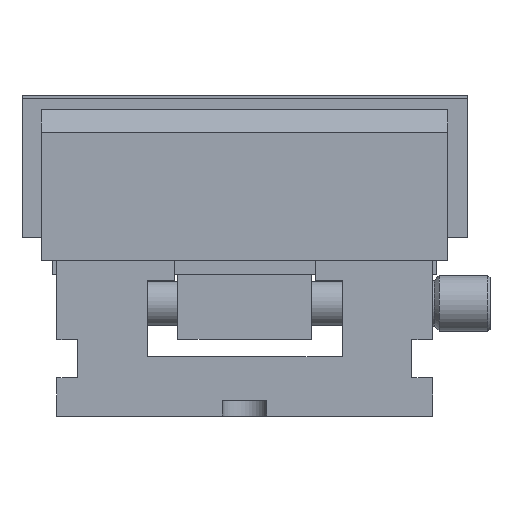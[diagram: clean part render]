
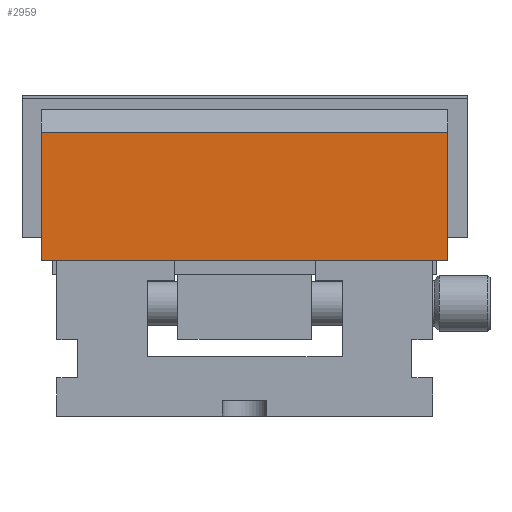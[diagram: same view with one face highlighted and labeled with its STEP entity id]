
A CAD part, left-side view. The second image highlights one B-rep face of the part: STEP entity #2959.
In plain terms, the highlighted planar face has unit normal (-1, 0, 0).
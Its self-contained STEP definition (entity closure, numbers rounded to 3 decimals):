
#2959=ADVANCED_FACE('',(#3287),#3166,.T.);
#3166=PLANE('',#6799);
#3287=FACE_OUTER_BOUND('',#3630,.T.);
#3630=EDGE_LOOP('',(#4502,#4503,#4504,#4505));
#4502=ORIENTED_EDGE('',*,*,#5662,.T.);
#4503=ORIENTED_EDGE('',*,*,#5663,.T.);
#4504=ORIENTED_EDGE('',*,*,#5664,.F.);
#4505=ORIENTED_EDGE('',*,*,#5649,.T.);
#5149=VERTEX_POINT('',#9065);
#5150=VERTEX_POINT('',#9067);
#5161=VERTEX_POINT('',#9094);
#5162=VERTEX_POINT('',#9096);
#5649=EDGE_CURVE('',#5150,#5149,#6073,.T.);
#5662=EDGE_CURVE('',#5149,#5161,#6082,.T.);
#5663=EDGE_CURVE('',#5161,#5162,#6083,.T.);
#5664=EDGE_CURVE('',#5150,#5162,#6084,.T.);
#6073=LINE('',#9066,#6406);
#6082=LINE('',#9093,#6415);
#6083=LINE('',#9095,#6416);
#6084=LINE('',#9097,#6417);
#6406=VECTOR('',#7799,1.);
#6415=VECTOR('',#7822,1.);
#6416=VECTOR('',#7823,1.);
#6417=VECTOR('',#7824,1.);
#6799=AXIS2_PLACEMENT_3D('',#9098,#7825,#7826);
#7799=DIRECTION('',(0.,-1.,0.));
#7822=DIRECTION('',(0.,0.,1.));
#7823=DIRECTION('',(0.,1.,0.));
#7824=DIRECTION('',(0.,0.,1.));
#7825=DIRECTION('',(-1.,0.,0.));
#7826=DIRECTION('',(0.,0.,-1.));
#9065=CARTESIAN_POINT('',(0.,-5.5,56.3));
#9066=CARTESIAN_POINT('',(0.,67.5,56.3));
#9067=CARTESIAN_POINT('',(0.,140.5,56.3));
#9093=CARTESIAN_POINT('',(0.,-5.5,56.3));
#9094=CARTESIAN_POINT('',(0.,-5.5,102.3));
#9095=CARTESIAN_POINT('',(0.,67.5,102.3));
#9096=CARTESIAN_POINT('',(0.,140.5,102.3));
#9097=CARTESIAN_POINT('',(0.,140.5,56.3));
#9098=CARTESIAN_POINT('',(0.,67.5,56.3));
